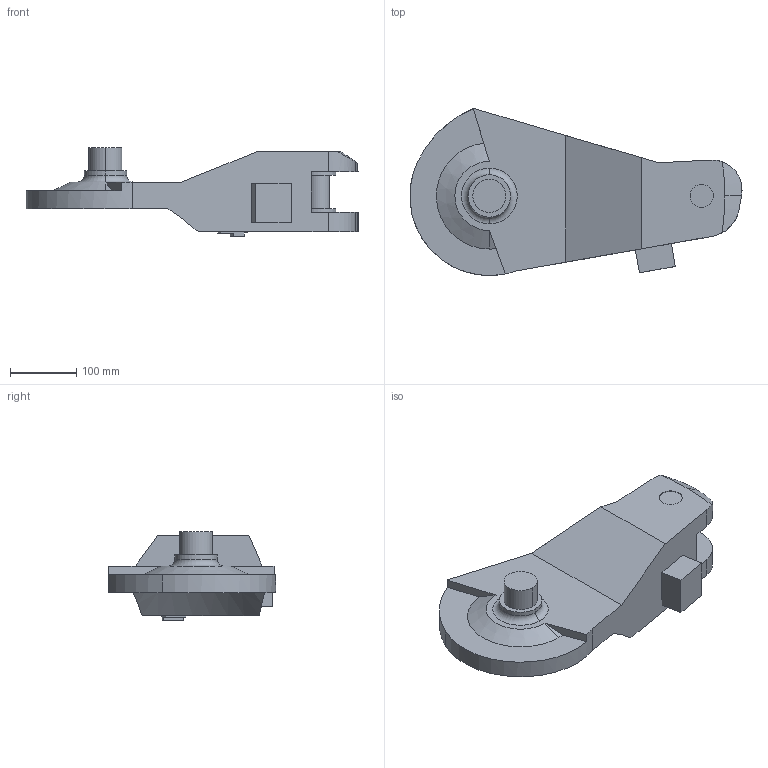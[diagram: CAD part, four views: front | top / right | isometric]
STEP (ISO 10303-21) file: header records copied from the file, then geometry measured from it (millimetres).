
FILE_DESCRIPTION (( 'STEP AP203' ), '1' );
FILE_NAME ('SMART-5 NJ-110-3.0_p04.STEP_Default_sldprt.STEP', '2024-04-24T11:32:07', ( '' ), ( '' ), 'SwSTEP 2.0', 'SolidWorks 2023', '' );
FILE_SCHEMA (( 'CONFIG_CONTROL_DESIGN' ));
Length unit declared in the file: millimetre
Products named in the file (1): SMART-5 NJ-110-3.0_p04.STEP_Default_sldprt
Bounding box: 500.59 x 252.06 x 134 mm (x, y, z)
Volume: 4328692.6 mm3; surface area: 314496.7 mm2
Topology: 1 solids, 1 shells, 85 faces, 214 edges, 139 vertices
Faces by surface type: plane 46, cylinder 28, cone 9, torus 2
Entity records: 2801 total; most frequent: CARTESIAN_POINT 640, DIRECTION 445, ORIENTED_EDGE 420, EDGE_CURVE 210, AXIS2_PLACEMENT_3D 157, VERTEX_POINT 139, VECTOR 131, LINE 131
